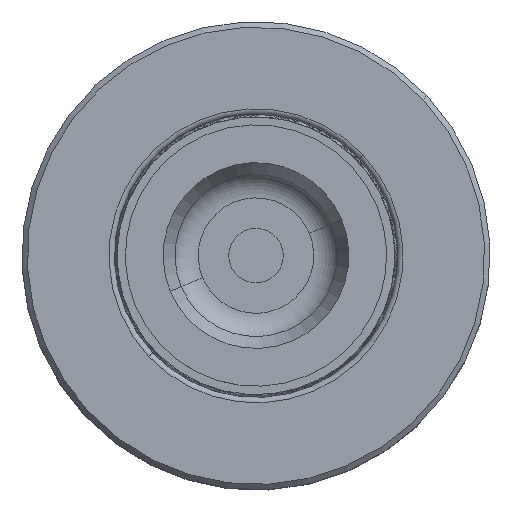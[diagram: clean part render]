
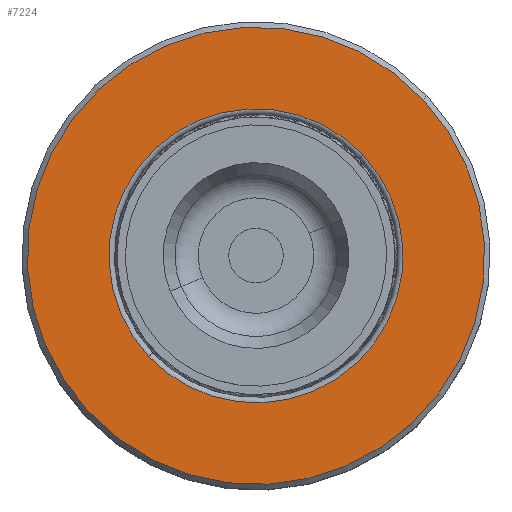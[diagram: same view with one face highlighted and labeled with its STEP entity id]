
A CAD part, top view. The second image highlights one B-rep face of the part: STEP entity #7224.
In plain terms, the highlighted face is planar.
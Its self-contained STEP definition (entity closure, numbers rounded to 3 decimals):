
#72 = VERTEX_POINT ( 'NONE', #35781 ) ;
#1528 = ORIENTED_EDGE ( 'NONE', *, *, #33695, .T. ) ;
#1640 = CIRCLE ( 'NONE', #34073, 21. ) ;
#2151 = ORIENTED_EDGE ( 'NONE', *, *, #10732, .F. ) ;
#3590 = CIRCLE ( 'NONE', #4272, 13.5 ) ;
#3842 = DIRECTION ( 'NONE',  ( 0., 0., -1. ) ) ;
#3881 = CARTESIAN_POINT ( 'NONE',  ( 0., 10.687, 13.5 ) ) ;
#4272 = AXIS2_PLACEMENT_3D ( 'NONE', #9636, #6647, #27636 ) ;
#6647 = DIRECTION ( 'NONE',  ( 0., -1., 0. ) ) ;
#7224 = ADVANCED_FACE ( 'NONE', ( #15597, #24868 ), #37695, .T. ) ;
#8820 = EDGE_CURVE ( 'NONE', #16307, #72, #1640, .T. ) ;
#9636 = CARTESIAN_POINT ( 'NONE',  ( 0., 10.687, 0. ) ) ;
#10663 = CARTESIAN_POINT ( 'NONE',  ( 21., 10.687, 0. ) ) ;
#10732 = EDGE_CURVE ( 'NONE', #72, #16307, #10866, .T. ) ;
#10866 = CIRCLE ( 'NONE', #12609, 21. ) ;
#12609 = AXIS2_PLACEMENT_3D ( 'NONE', #28621, #16828, #31961 ) ;
#12817 = AXIS2_PLACEMENT_3D ( 'NONE', #21099, #21353, #3842 ) ;
#15010 = CARTESIAN_POINT ( 'NONE',  ( 0., 10.687, 21. ) ) ;
#15597 = FACE_BOUND ( 'NONE', #31277, .T. ) ;
#16307 = VERTEX_POINT ( 'NONE', #15010 ) ;
#16828 = DIRECTION ( 'NONE',  ( 0., -1., 0. ) ) ;
#17600 = EDGE_CURVE ( 'NONE', #23548, #23493, #3590, .T. ) ;
#19100 = EDGE_LOOP ( 'NONE', ( #2151, #36493 ) ) ;
#19112 = DIRECTION ( 'NONE',  ( 0., 0., -1. ) ) ;
#21038 = ORIENTED_EDGE ( 'NONE', *, *, #17600, .T. ) ;
#21099 = CARTESIAN_POINT ( 'NONE',  ( 0., 10.687, 0. ) ) ;
#21353 = DIRECTION ( 'NONE',  ( 0., -1., 0. ) ) ;
#21575 = CARTESIAN_POINT ( 'NONE',  ( 0., 10.687, 0. ) ) ;
#23094 = DIRECTION ( 'NONE',  ( 0., 1., 0. ) ) ;
#23493 = VERTEX_POINT ( 'NONE', #33668 ) ;
#23548 = VERTEX_POINT ( 'NONE', #3881 ) ;
#24868 = FACE_OUTER_BOUND ( 'NONE', #19100, .T. ) ;
#25259 = CIRCLE ( 'NONE', #12817, 13.5 ) ;
#27636 = DIRECTION ( 'NONE',  ( 0., 0., -1. ) ) ;
#28621 = CARTESIAN_POINT ( 'NONE',  ( 0., 10.687, 0. ) ) ;
#29648 = AXIS2_PLACEMENT_3D ( 'NONE', #10663, #23094, #37451 ) ;
#31277 = EDGE_LOOP ( 'NONE', ( #1528, #21038 ) ) ;
#31961 = DIRECTION ( 'NONE',  ( 0., 0., -1. ) ) ;
#33668 = CARTESIAN_POINT ( 'NONE',  ( 0., 10.687, -13.5 ) ) ;
#33695 = EDGE_CURVE ( 'NONE', #23493, #23548, #25259, .T. ) ;
#34073 = AXIS2_PLACEMENT_3D ( 'NONE', #21575, #36811, #19112 ) ;
#35781 = CARTESIAN_POINT ( 'NONE',  ( 0., 10.687, -21. ) ) ;
#36493 = ORIENTED_EDGE ( 'NONE', *, *, #8820, .F. ) ;
#36811 = DIRECTION ( 'NONE',  ( 0., -1., 0. ) ) ;
#37451 = DIRECTION ( 'NONE',  ( 0., 0., 1. ) ) ;
#37695 = PLANE ( 'NONE',  #29648 ) ;
